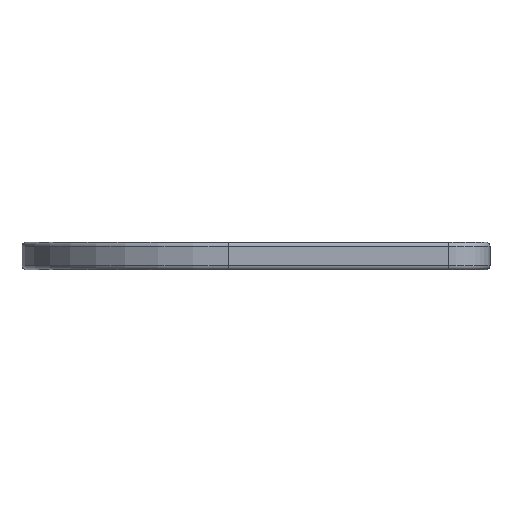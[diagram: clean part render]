
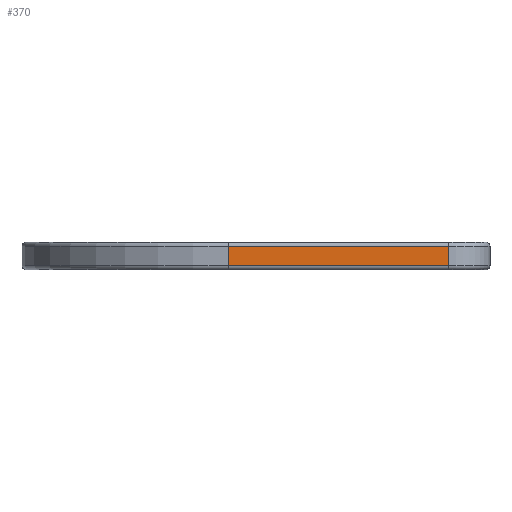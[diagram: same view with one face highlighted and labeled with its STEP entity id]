
A CAD part, front view. The second image highlights one B-rep face of the part: STEP entity #370.
In plain terms, the highlighted planar face has unit normal (0, -1, 0).
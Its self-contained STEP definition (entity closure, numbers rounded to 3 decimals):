
#24 = LINE ( 'NONE', #1111, #998 ) ;
#28 = DIRECTION ( 'NONE',  ( 0., 1., 0. ) ) ;
#53 = EDGE_CURVE ( 'NONE', #1191, #735, #771, .T. ) ;
#123 = DIRECTION ( 'NONE',  ( 1., 0., 0. ) ) ;
#245 = CARTESIAN_POINT ( 'NONE',  ( -27.067, -317.937, 0.3 ) ) ;
#316 = DIRECTION ( 'NONE',  ( 0., 0., -1. ) ) ;
#317 = EDGE_CURVE ( 'NONE', #540, #1629, #1344, .T. ) ;
#356 = CARTESIAN_POINT ( 'NONE',  ( -46.067, -317.937, 1.7 ) ) ;
#362 = VECTOR ( 'NONE', #123, 1000. ) ;
#370 = ADVANCED_FACE ( 'NONE', ( #1630 ), #563, .F. ) ;
#391 = CARTESIAN_POINT ( 'NONE',  ( -46.067, -317.937, 0.3 ) ) ;
#472 = EDGE_CURVE ( 'NONE', #1629, #1191, #1571, .T. ) ;
#540 = VERTEX_POINT ( 'NONE', #391 ) ;
#542 = DIRECTION ( 'NONE',  ( 0., 0., 1. ) ) ;
#563 = PLANE ( 'NONE',  #1567 ) ;
#670 = VECTOR ( 'NONE', #1467, 1000. ) ;
#674 = EDGE_LOOP ( 'NONE', ( #877, #1417, #1131, #1646 ) ) ;
#735 = VERTEX_POINT ( 'NONE', #1704 ) ;
#771 = LINE ( 'NONE', #356, #1039 ) ;
#793 = EDGE_CURVE ( 'NONE', #735, #540, #24, .T. ) ;
#877 = ORIENTED_EDGE ( 'NONE', *, *, #472, .T. ) ;
#998 = VECTOR ( 'NONE', #316, 1000. ) ;
#1039 = VECTOR ( 'NONE', #1419, 1000. ) ;
#1107 = CARTESIAN_POINT ( 'NONE',  ( -27.067, -317.937, 2. ) ) ;
#1111 = CARTESIAN_POINT ( 'NONE',  ( -46.067, -317.937, 2. ) ) ;
#1131 = ORIENTED_EDGE ( 'NONE', *, *, #793, .T. ) ;
#1191 = VERTEX_POINT ( 'NONE', #1508 ) ;
#1201 = CARTESIAN_POINT ( 'NONE',  ( -30.067, -317.937, 2. ) ) ;
#1344 = LINE ( 'NONE', #245, #362 ) ;
#1417 = ORIENTED_EDGE ( 'NONE', *, *, #53, .T. ) ;
#1419 = DIRECTION ( 'NONE',  ( -1., 0., 0. ) ) ;
#1467 = DIRECTION ( 'NONE',  ( 0., 0., 1. ) ) ;
#1508 = CARTESIAN_POINT ( 'NONE',  ( -30.067, -317.937, 1.7 ) ) ;
#1525 = CARTESIAN_POINT ( 'NONE',  ( -30.067, -317.937, 0.3 ) ) ;
#1567 = AXIS2_PLACEMENT_3D ( 'NONE', #1107, #28, #542 ) ;
#1571 = LINE ( 'NONE', #1201, #670 ) ;
#1629 = VERTEX_POINT ( 'NONE', #1525 ) ;
#1630 = FACE_OUTER_BOUND ( 'NONE', #674, .T. ) ;
#1646 = ORIENTED_EDGE ( 'NONE', *, *, #317, .T. ) ;
#1704 = CARTESIAN_POINT ( 'NONE',  ( -46.067, -317.937, 1.7 ) ) ;
